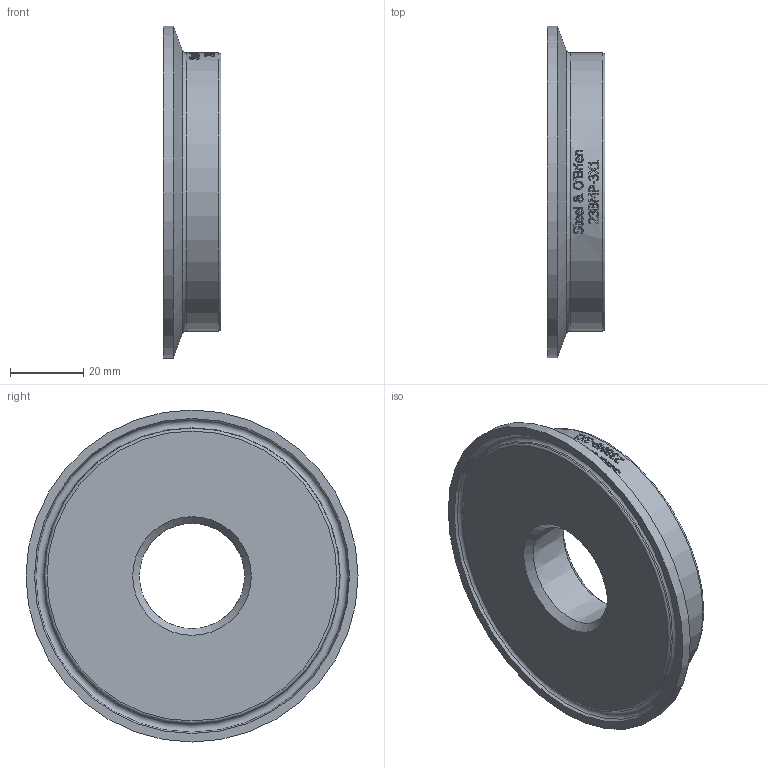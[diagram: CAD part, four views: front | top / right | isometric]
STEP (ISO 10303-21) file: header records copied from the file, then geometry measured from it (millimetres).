
FILE_DESCRIPTION(/* description */ (''),/* implementation_level */ '2;1');
FILE_NAME(/* name */ '23BMP-3X1.ipt.stp',/* time_stamp */ '2019-05-02T16:16:26-04:00',/* author */ ('Engineering'),/* organization */ (''),/* preprocessor_version */ 'ST-DEVELOPER v15.2',/* originating_system */ 'Autodesk Inventor 2014',/* authorisation */ '');
FILE_SCHEMA (('AUTOMOTIVE_DESIGN { 1 0 10303 214 3 1 1 }'));
Length unit declared in the file: inch
Products named in the file (1): 23BMP-3X1
Bounding box: 15.88 x 90.91 x 90.91 mm (x, y, z)
Volume: 68531.4 mm3; surface area: 16640.1 mm2
Topology: 1 solids, 1 shells, 399 faces, 1077 edges, 715 vertices
Faces by surface type: bspline 191, plane 162, cylinder 36, cone 6, torus 4
Full cylindrical faces by diameter (mm): 76.2 x1, 90.907 x1
Entity records: 16017 total; most frequent: CARTESIAN_POINT 7090, ORIENTED_EDGE 2130, DIRECTION 1306, EDGE_CURVE 1065, VERTEX_POINT 715, LINE 478, VECTOR 478, EDGE_LOOP 448
